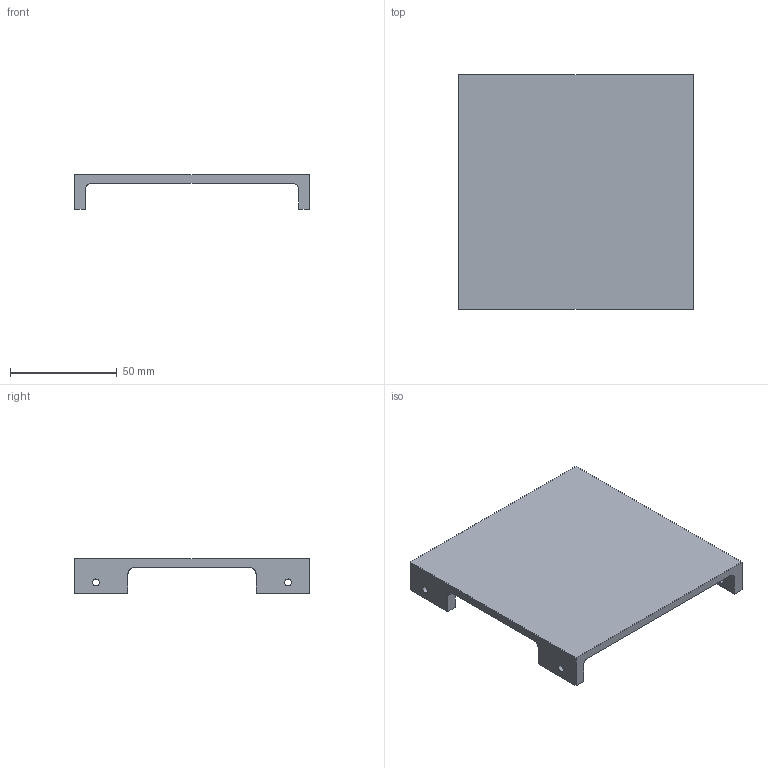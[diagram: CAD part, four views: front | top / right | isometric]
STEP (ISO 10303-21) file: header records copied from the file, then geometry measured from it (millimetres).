
FILE_DESCRIPTION(('FreeCAD Model'),'2;1');
FILE_NAME('Plateau-Central.step','2015-08-30T20:31:08',('Author'),(''), 'Open CASCADE STEP processor 6.8','FreeCAD','Unknown');
FILE_SCHEMA(('AUTOMOTIVE_DESIGN_CC2 { 1 2 10303 214 -1 1 5 4 }'));
Length unit declared in the file: millimetre
Products named in the file (1): Pocket005
Bounding box: 110 x 110 x 16 mm (x, y, z)
Volume: 54240.9 mm3; surface area: 28949.8 mm2
Topology: 1 solids, 1 shells, 48 faces, 122 edges, 80 vertices
Faces by surface type: plane 34, cylinder 14
Full cylindrical faces by diameter (mm): 3.2 x4, 6.4 x2
Entity records: 3105 total; most frequent: CARTESIAN_POINT 599, DIRECTION 460, LINE 298, VECTOR 298, ORIENTED_EDGE 244, PCURVE 244, DEFINITIONAL_REPRESENTATION 244, EDGE_CURVE 122
